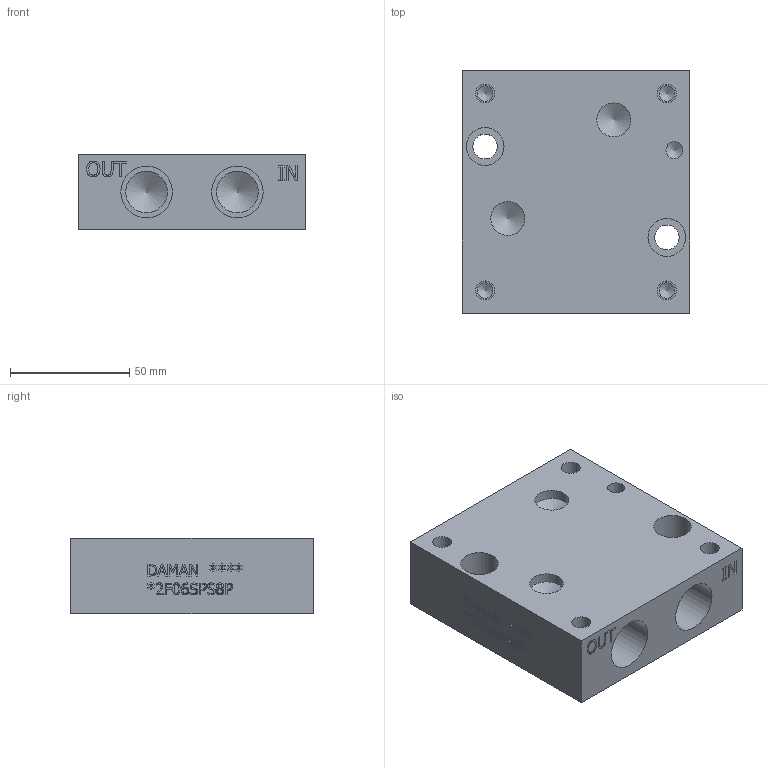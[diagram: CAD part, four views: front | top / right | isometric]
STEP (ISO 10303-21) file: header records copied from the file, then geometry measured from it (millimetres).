
FILE_DESCRIPTION(/* description */ (''),/* implementation_level */ '2;1');
FILE_NAME(/* name */ '_2F06SPS8P.stp',/* time_stamp */ '2022-05-31T16:13:50-04:00',/* author */ ('bobbyh'),/* organization */ (''),/* preprocessor_version */ 'ST-DEVELOPER v18',/* originating_system */ 'Autodesk Inventor 2020',/* authorisation */ '');
FILE_SCHEMA (('AUTOMOTIVE_DESIGN { 1 0 10303 214 3 1 1 }'));
Length unit declared in the file: millimetre
Products named in the file (1): Part_A2F06SPS8P_3D
Bounding box: 95.25 x 101.6 x 31.75 mm (x, y, z)
Volume: 279122.9 mm3; surface area: 39568.4 mm2
Topology: 1 solids, 1 shells, 436 faces, 1195 edges, 803 vertices
Faces by surface type: plane 269, bspline 139, cylinder 19, cone 9
Full cylindrical faces by diameter (mm): 6.528 x4, 7.137 x1, 7.925 x4, 10.312 x2, 14.275 x2, 15.875 x2, 17.475 x2, 21.59 x2
Entity records: 14842 total; most frequent: CARTESIAN_POINT 4233, ORIENTED_EDGE 2372, DIRECTION 1570, EDGE_CURVE 1186, LINE 842, VECTOR 842, VERTEX_POINT 803, EDGE_LOOP 491
